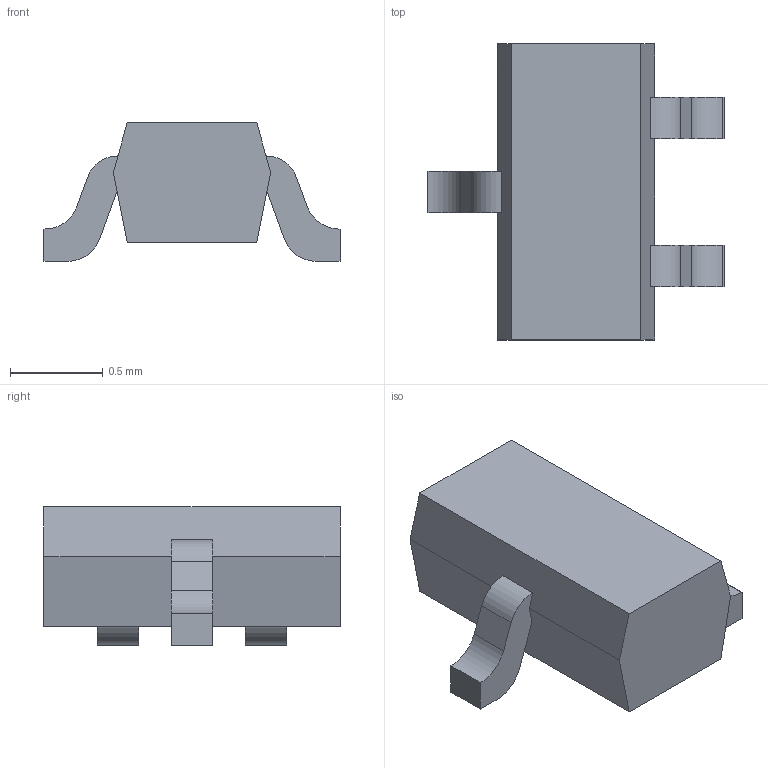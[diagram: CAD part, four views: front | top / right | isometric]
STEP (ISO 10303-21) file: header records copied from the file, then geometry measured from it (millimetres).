
FILE_DESCRIPTION(('FreeCAD Model'),'2;1');
FILE_NAME('Open CASCADE Shape Model','2022-01-30T20:40:07',(''),(''), 'Open CASCADE STEP processor 7.5','FreeCAD','Unknown');
FILE_SCHEMA(('AUTOMOTIVE_DESIGN { 1 0 10303 214 1 1 1 1 }'));
Length unit declared in the file: millimetre
Products named in the file (1): Fusion
Bounding box: 1.6 x 1.6 x 0.75 mm (x, y, z)
Volume: 0.9 mm3; surface area: 6.9 mm2
Topology: 1 solids, 1 shells, 37 faces, 105 edges, 70 vertices
Faces by surface type: plane 28, cylinder 9
Entity records: 1276 total; most frequent: CARTESIAN_POINT 213, ORIENTED_EDGE 210, DIRECTION 199, EDGE_CURVE 105, LINE 87, VECTOR 87, VERTEX_POINT 70, AXIS2_PLACEMENT_3D 56
